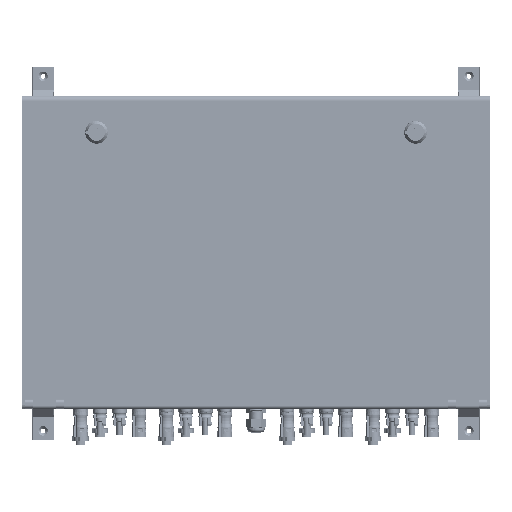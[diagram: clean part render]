
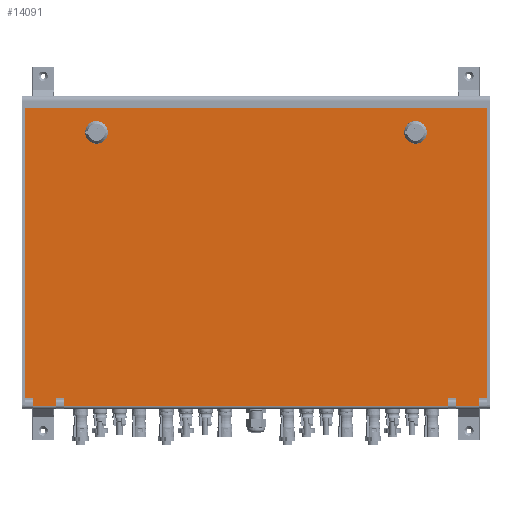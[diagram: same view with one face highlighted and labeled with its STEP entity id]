
A CAD part, top view. The second image highlights one B-rep face of the part: STEP entity #14091.
In plain terms, the highlighted planar face has unit normal (0, 0, 1).
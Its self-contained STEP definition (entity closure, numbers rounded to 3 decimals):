
#8485=AXIS2_PLACEMENT_3D('Plane Axis2P3D',#8482,#8483,#8484) ;
#14057=AXIS2_PLACEMENT_3D('Circle Axis2P3D',#14055,#14056,$) ;
#14066=AXIS2_PLACEMENT_3D('Circle Axis2P3D',#14064,#14065,$) ;
#14075=AXIS2_PLACEMENT_3D('Circle Axis2P3D',#14073,#14074,$) ;
#14084=AXIS2_PLACEMENT_3D('Circle Axis2P3D',#14082,#14083,$) ;
#8482=CARTESIAN_POINT('Axis2P3D Location',(585.311,441.045,249.)) ;
#8512=CARTESIAN_POINT('Line Origine',(300.,432.509,249.)) ;
#8516=CARTESIAN_POINT('Vertex',(596.332,432.509,249.)) ;
#8518=CARTESIAN_POINT('Vertex',(3.668,432.509,249.)) ;
#8930=CARTESIAN_POINT('Line Origine',(596.332,246.11,249.)) ;
#8934=CARTESIAN_POINT('Vertex',(596.332,59.711,249.)) ;
#9077=CARTESIAN_POINT('Vertex',(3.668,59.711,249.)) ;
#9080=CARTESIAN_POINT('Line Origine',(3.668,246.11,249.)) ;
#13948=CARTESIAN_POINT('Line Origine',(8.975,59.711,249.)) ;
#13952=CARTESIAN_POINT('Vertex',(14.283,59.711,249.)) ;
#13955=CARTESIAN_POINT('Line Origine',(14.283,55.062,249.)) ;
#13959=CARTESIAN_POINT('Vertex',(14.283,50.413,249.)) ;
#13962=CARTESIAN_POINT('Line Origine',(28.728,50.413,249.)) ;
#13966=CARTESIAN_POINT('Vertex',(43.173,50.413,249.)) ;
#13969=CARTESIAN_POINT('Line Origine',(43.173,55.154,249.)) ;
#13973=CARTESIAN_POINT('Vertex',(43.173,59.896,249.)) ;
#13976=CARTESIAN_POINT('Line Origine',(48.533,59.896,249.)) ;
#13980=CARTESIAN_POINT('Vertex',(53.892,59.896,249.)) ;
#13983=CARTESIAN_POINT('Line Origine',(53.892,55.154,249.)) ;
#13987=CARTESIAN_POINT('Vertex',(53.892,50.413,249.)) ;
#13990=CARTESIAN_POINT('Line Origine',(300.,50.413,249.)) ;
#13994=CARTESIAN_POINT('Vertex',(546.108,50.413,249.)) ;
#13997=CARTESIAN_POINT('Line Origine',(546.108,55.154,249.)) ;
#14001=CARTESIAN_POINT('Vertex',(546.108,59.896,249.)) ;
#14004=CARTESIAN_POINT('Line Origine',(551.467,59.896,249.)) ;
#14008=CARTESIAN_POINT('Vertex',(556.827,59.896,249.)) ;
#14011=CARTESIAN_POINT('Line Origine',(556.827,55.154,249.)) ;
#14015=CARTESIAN_POINT('Vertex',(556.827,50.413,249.)) ;
#14018=CARTESIAN_POINT('Line Origine',(571.272,50.413,249.)) ;
#14022=CARTESIAN_POINT('Vertex',(585.717,50.413,249.)) ;
#14025=CARTESIAN_POINT('Line Origine',(585.717,55.062,249.)) ;
#14029=CARTESIAN_POINT('Vertex',(585.717,59.711,249.)) ;
#14032=CARTESIAN_POINT('Line Origine',(591.025,59.711,249.)) ;
#14055=CARTESIAN_POINT('Axis2P3D Location',(504.5,400.729,249.)) ;
#14059=CARTESIAN_POINT('Vertex',(519.,400.729,249.)) ;
#14061=CARTESIAN_POINT('Vertex',(490.,400.729,249.)) ;
#14064=CARTESIAN_POINT('Axis2P3D Location',(504.5,400.729,249.)) ;
#14073=CARTESIAN_POINT('Axis2P3D Location',(95.5,400.729,249.)) ;
#14077=CARTESIAN_POINT('Vertex',(110.,400.729,249.)) ;
#14079=CARTESIAN_POINT('Vertex',(81.,400.729,249.)) ;
#14082=CARTESIAN_POINT('Axis2P3D Location',(95.5,400.729,249.)) ;
#8483=DIRECTION('Axis2P3D Direction',(0.,0.,-1.)) ;
#8484=DIRECTION('Axis2P3D XDirection',(0.,-1.,0.)) ;
#8513=DIRECTION('Vector Direction',(-1.,0.,0.)) ;
#8931=DIRECTION('Vector Direction',(0.,-1.,0.)) ;
#9081=DIRECTION('Vector Direction',(0.,-1.,0.)) ;
#13949=DIRECTION('Vector Direction',(1.,0.,0.)) ;
#13956=DIRECTION('Vector Direction',(0.,-1.,0.)) ;
#13963=DIRECTION('Vector Direction',(-1.,0.,0.)) ;
#13970=DIRECTION('Vector Direction',(0.,1.,0.)) ;
#13977=DIRECTION('Vector Direction',(1.,0.,0.)) ;
#13984=DIRECTION('Vector Direction',(0.,-1.,0.)) ;
#13991=DIRECTION('Vector Direction',(-1.,0.,0.)) ;
#13998=DIRECTION('Vector Direction',(0.,-1.,0.)) ;
#14005=DIRECTION('Vector Direction',(1.,0.,0.)) ;
#14012=DIRECTION('Vector Direction',(0.,1.,0.)) ;
#14019=DIRECTION('Vector Direction',(-1.,0.,0.)) ;
#14026=DIRECTION('Vector Direction',(0.,-1.,0.)) ;
#14033=DIRECTION('Vector Direction',(1.,0.,0.)) ;
#14056=DIRECTION('Axis2P3D Direction',(0.,0.,-1.)) ;
#14065=DIRECTION('Axis2P3D Direction',(0.,0.,-1.)) ;
#14074=DIRECTION('Axis2P3D Direction',(0.,0.,-1.)) ;
#14083=DIRECTION('Axis2P3D Direction',(0.,0.,-1.)) ;
#8514=VECTOR('Line Direction',#8513,1.) ;
#8932=VECTOR('Line Direction',#8931,1.) ;
#9082=VECTOR('Line Direction',#9081,1.) ;
#13950=VECTOR('Line Direction',#13949,1.) ;
#13957=VECTOR('Line Direction',#13956,1.) ;
#13964=VECTOR('Line Direction',#13963,1.) ;
#13971=VECTOR('Line Direction',#13970,1.) ;
#13978=VECTOR('Line Direction',#13977,1.) ;
#13985=VECTOR('Line Direction',#13984,1.) ;
#13992=VECTOR('Line Direction',#13991,1.) ;
#13999=VECTOR('Line Direction',#13998,1.) ;
#14006=VECTOR('Line Direction',#14005,1.) ;
#14013=VECTOR('Line Direction',#14012,1.) ;
#14020=VECTOR('Line Direction',#14019,1.) ;
#14027=VECTOR('Line Direction',#14026,1.) ;
#14034=VECTOR('Line Direction',#14033,1.) ;
#14038=ORIENTED_EDGE('',*,*,#9084,.T.) ;
#14039=ORIENTED_EDGE('',*,*,#13954,.T.) ;
#14040=ORIENTED_EDGE('',*,*,#13961,.T.) ;
#14041=ORIENTED_EDGE('',*,*,#13968,.F.) ;
#14042=ORIENTED_EDGE('',*,*,#13975,.T.) ;
#14043=ORIENTED_EDGE('',*,*,#13982,.T.) ;
#14044=ORIENTED_EDGE('',*,*,#13989,.T.) ;
#14045=ORIENTED_EDGE('',*,*,#13996,.F.) ;
#14046=ORIENTED_EDGE('',*,*,#14003,.F.) ;
#14047=ORIENTED_EDGE('',*,*,#14010,.T.) ;
#14048=ORIENTED_EDGE('',*,*,#14017,.T.) ;
#14049=ORIENTED_EDGE('',*,*,#14024,.F.) ;
#14050=ORIENTED_EDGE('',*,*,#14031,.F.) ;
#14051=ORIENTED_EDGE('',*,*,#14036,.T.) ;
#14052=ORIENTED_EDGE('',*,*,#8936,.F.) ;
#14053=ORIENTED_EDGE('',*,*,#8520,.T.) ;
#14070=ORIENTED_EDGE('',*,*,#14063,.T.) ;
#14071=ORIENTED_EDGE('',*,*,#14068,.T.) ;
#14088=ORIENTED_EDGE('',*,*,#14081,.T.) ;
#14089=ORIENTED_EDGE('',*,*,#14086,.T.) ;
#14072=FACE_BOUND('',#14069,.T.) ;
#14090=FACE_BOUND('',#14087,.T.) ;
#14091=ADVANCED_FACE('PV',(#14054,#14072,#14090),#8486,.F.) ;
#14058=CIRCLE('generated circle',#14057,14.5) ;
#14067=CIRCLE('generated circle',#14066,14.5) ;
#14076=CIRCLE('generated circle',#14075,14.5) ;
#14085=CIRCLE('generated circle',#14084,14.5) ;
#8520=EDGE_CURVE('',#8517,#8519,#8515,.T.) ;
#8936=EDGE_CURVE('',#8517,#8935,#8933,.T.) ;
#9084=EDGE_CURVE('',#8519,#9078,#9083,.T.) ;
#13954=EDGE_CURVE('',#9078,#13953,#13951,.T.) ;
#13961=EDGE_CURVE('',#13953,#13960,#13958,.T.) ;
#13968=EDGE_CURVE('',#13967,#13960,#13965,.T.) ;
#13975=EDGE_CURVE('',#13967,#13974,#13972,.T.) ;
#13982=EDGE_CURVE('',#13974,#13981,#13979,.T.) ;
#13989=EDGE_CURVE('',#13981,#13988,#13986,.T.) ;
#13996=EDGE_CURVE('',#13995,#13988,#13993,.T.) ;
#14003=EDGE_CURVE('',#14002,#13995,#14000,.T.) ;
#14010=EDGE_CURVE('',#14002,#14009,#14007,.T.) ;
#14017=EDGE_CURVE('',#14009,#14016,#14014,.F.) ;
#14024=EDGE_CURVE('',#14023,#14016,#14021,.T.) ;
#14031=EDGE_CURVE('',#14030,#14023,#14028,.T.) ;
#14036=EDGE_CURVE('',#14030,#8935,#14035,.T.) ;
#14063=EDGE_CURVE('',#14060,#14062,#14058,.T.) ;
#14068=EDGE_CURVE('',#14062,#14060,#14067,.T.) ;
#14081=EDGE_CURVE('',#14078,#14080,#14076,.T.) ;
#14086=EDGE_CURVE('',#14080,#14078,#14085,.T.) ;
#14037=EDGE_LOOP('',(#14038,#14039,#14040,#14041,#14042,#14043,#14044,#14045,#14046,#14047,#14048,#14049,#14050,#14051,#14052,#14053)) ;
#14069=EDGE_LOOP('',(#14070,#14071)) ;
#14087=EDGE_LOOP('',(#14088,#14089)) ;
#14054=FACE_OUTER_BOUND('',#14037,.T.) ;
#8515=LINE('Line',#8512,#8514) ;
#8933=LINE('Line',#8930,#8932) ;
#9083=LINE('Line',#9080,#9082) ;
#13951=LINE('Line',#13948,#13950) ;
#13958=LINE('Line',#13955,#13957) ;
#13965=LINE('Line',#13962,#13964) ;
#13972=LINE('Line',#13969,#13971) ;
#13979=LINE('Line',#13976,#13978) ;
#13986=LINE('Line',#13983,#13985) ;
#13993=LINE('Line',#13990,#13992) ;
#14000=LINE('Line',#13997,#13999) ;
#14007=LINE('Line',#14004,#14006) ;
#14014=LINE('Line',#14011,#14013) ;
#14021=LINE('Line',#14018,#14020) ;
#14028=LINE('Line',#14025,#14027) ;
#14035=LINE('Line',#14032,#14034) ;
#8486=PLANE('',#8485) ;
#8517=VERTEX_POINT('',#8516) ;
#8519=VERTEX_POINT('',#8518) ;
#8935=VERTEX_POINT('',#8934) ;
#9078=VERTEX_POINT('',#9077) ;
#13953=VERTEX_POINT('',#13952) ;
#13960=VERTEX_POINT('',#13959) ;
#13967=VERTEX_POINT('',#13966) ;
#13974=VERTEX_POINT('',#13973) ;
#13981=VERTEX_POINT('',#13980) ;
#13988=VERTEX_POINT('',#13987) ;
#13995=VERTEX_POINT('',#13994) ;
#14002=VERTEX_POINT('',#14001) ;
#14009=VERTEX_POINT('',#14008) ;
#14016=VERTEX_POINT('',#14015) ;
#14023=VERTEX_POINT('',#14022) ;
#14030=VERTEX_POINT('',#14029) ;
#14060=VERTEX_POINT('',#14059) ;
#14062=VERTEX_POINT('',#14061) ;
#14078=VERTEX_POINT('',#14077) ;
#14080=VERTEX_POINT('',#14079) ;
